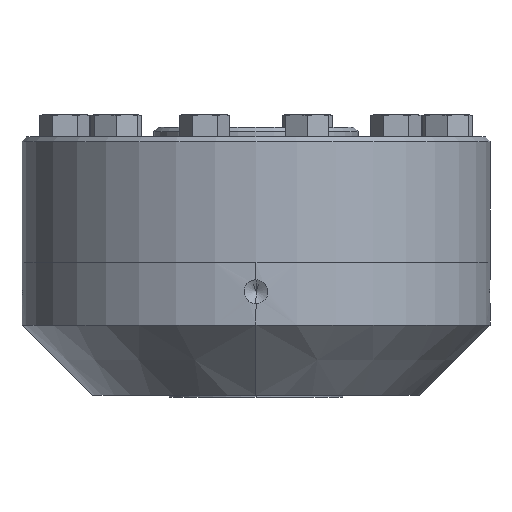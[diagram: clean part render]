
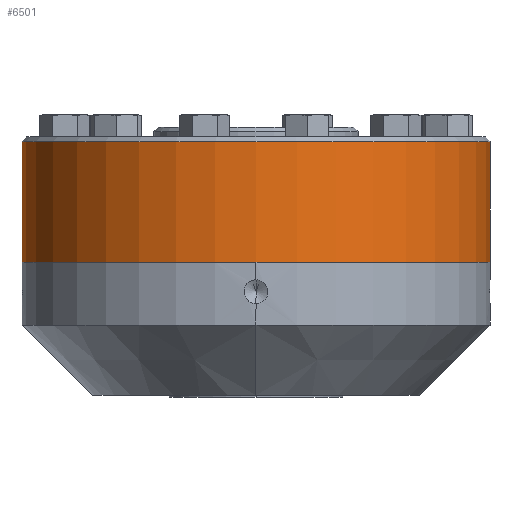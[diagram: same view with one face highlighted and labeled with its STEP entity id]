
A CAD part, left-side view. The second image highlights one B-rep face of the part: STEP entity #6501.
In plain terms, the highlighted cylindrical face has radius 76.975 mm (diameter 153.949 mm), a partial arc.
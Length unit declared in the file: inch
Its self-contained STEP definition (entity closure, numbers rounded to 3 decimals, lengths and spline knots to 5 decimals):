
#5 = CARTESIAN_POINT ( 'NONE',  ( 0., 3.0305, -1.625 ) ) ;
#64 = CARTESIAN_POINT ( 'NONE',  ( 0., -3.0305, -0.06 ) ) ;
#1144 = CARTESIAN_POINT ( 'NONE',  ( 0., -3.0305, -1.625 ) ) ;
#1413 = LINE ( 'NONE', #1414, #1415 ) ;
#1414 = CARTESIAN_POINT ( 'NONE',  ( 0., -3.0305, -0.06 ) ) ;
#1415 = VECTOR ( 'NONE', #1416, 39.37008 ) ;
#1416 = DIRECTION ( 'NONE',  ( 0., 0., -1. ) ) ;
#2352 = CIRCLE ( 'NONE', #2353, 3.0305 ) ;
#2353 = AXIS2_PLACEMENT_3D ( 'NONE', #2354, #2355, #2356 ) ;
#2354 = CARTESIAN_POINT ( 'NONE',  ( 0., 0., -0.06 ) ) ;
#2355 = DIRECTION ( 'NONE',  ( 0., 0., 1. ) ) ;
#2356 = DIRECTION ( 'NONE',  ( -1., 0., 0. ) ) ;
#3562 = FACE_OUTER_BOUND ( 'NONE', #6454, .T. ) ;
#3563 = CYLINDRICAL_SURFACE ( 'NONE', #3564, 3.0305 ) ;
#3564 = AXIS2_PLACEMENT_3D ( 'NONE', #3565, #3566, #3573 ) ;
#3565 = CARTESIAN_POINT ( 'NONE',  ( 0., 0., -0.06 ) ) ;
#3566 = DIRECTION ( 'NONE',  ( 0., 0., -1. ) ) ;
#3573 = DIRECTION ( 'NONE',  ( 0., 1., 0. ) ) ;
#5481 = VERTEX_POINT ( 'NONE', #10413 ) ;
#5514 = EDGE_CURVE ( 'NONE', #5481, #5683, #10593, .T. ) ;
#5583 = EDGE_CURVE ( 'NONE', #5683, #5905, #10904, .T. ) ;
#5683 = VERTEX_POINT ( 'NONE', #5 ) ;
#5700 = VERTEX_POINT ( 'NONE', #64 ) ;
#5905 = VERTEX_POINT ( 'NONE', #1144 ) ;
#5955 = EDGE_CURVE ( 'NONE', #5700, #5905, #1413, .T. ) ;
#5958 = ORIENTED_EDGE ( 'NONE', *, *, #5583, .T. ) ;
#6062 = ORIENTED_EDGE ( 'NONE', *, *, #5514, .T. ) ;
#6166 = EDGE_CURVE ( 'NONE', #5481, #5700, #2352, .T. ) ;
#6237 = ORIENTED_EDGE ( 'NONE', *, *, #6166, .F. ) ;
#6336 = ORIENTED_EDGE ( 'NONE', *, *, #5955, .F. ) ;
#6454 = EDGE_LOOP ( 'NONE', ( #6336, #6237, #6062, #5958 ) ) ;
#6501 = ADVANCED_FACE ( 'NONE', ( #3562 ), #3563, .T. ) ;
#10413 = CARTESIAN_POINT ( 'NONE',  ( 0., 3.0305, -0.06 ) ) ;
#10593 = LINE ( 'NONE', #10594, #10595 ) ;
#10594 = CARTESIAN_POINT ( 'NONE',  ( 0., 3.0305, -0.06 ) ) ;
#10595 = VECTOR ( 'NONE', #10596, 39.37008 ) ;
#10596 = DIRECTION ( 'NONE',  ( 0., 0., -1. ) ) ;
#10904 = CIRCLE ( 'NONE', #10905, 3.0305 ) ;
#10905 = AXIS2_PLACEMENT_3D ( 'NONE', #10906, #10907, #10908 ) ;
#10906 = CARTESIAN_POINT ( 'NONE',  ( 0., 0., -1.625 ) ) ;
#10907 = DIRECTION ( 'NONE',  ( 0., 0., 1. ) ) ;
#10908 = DIRECTION ( 'NONE',  ( 0., 1., 0. ) ) ;
